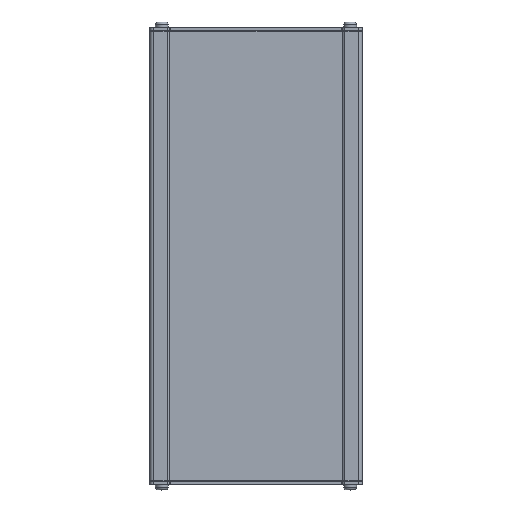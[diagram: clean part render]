
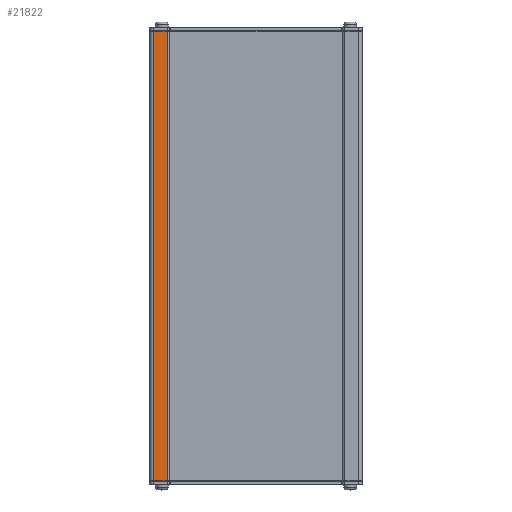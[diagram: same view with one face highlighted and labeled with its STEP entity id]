
A CAD part, top view. The second image highlights one B-rep face of the part: STEP entity #21822.
In plain terms, the highlighted planar face has unit normal (0, 0, 1).
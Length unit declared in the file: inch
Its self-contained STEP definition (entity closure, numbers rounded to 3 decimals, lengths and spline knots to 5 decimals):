
#17167 = EDGE_CURVE('',#17168,#17170,#17172,.T.);
#17168 = VERTEX_POINT('',#17169);
#17169 = CARTESIAN_POINT('',(0.07,0.,1.722));
#17170 = VERTEX_POINT('',#17171);
#17171 = CARTESIAN_POINT('',(0.326,0.,1.722));
#17172 = SURFACE_CURVE('',#17173,(#17177,#17189),.PCURVE_S1.);
#17173 = LINE('',#17174,#17175);
#17174 = CARTESIAN_POINT('',(0.07,0.,1.722));
#17175 = VECTOR('',#17176,1.);
#17176 = DIRECTION('',(1.,0.,0.));
#17177 = PCURVE('',#17178,#17183);
#17178 = PLANE('',#17179);
#17179 = AXIS2_PLACEMENT_3D('',#17180,#17181,#17182);
#17180 = CARTESIAN_POINT('',(0.23529,0.,
    0.86221));
#17181 = DIRECTION('',(0.,-1.,0.));
#17182 = DIRECTION('',(0.,0.,1.));
#17183 = DEFINITIONAL_REPRESENTATION('',(#17184),#17188);
#17184 = LINE('',#17185,#17186);
#17185 = CARTESIAN_POINT('',(0.86,0.165));
#17186 = VECTOR('',#17187,1.);
#17187 = DIRECTION('',(0.,-1.));
#17188 = ( GEOMETRIC_REPRESENTATION_CONTEXT(2) 
PARAMETRIC_REPRESENTATION_CONTEXT() REPRESENTATION_CONTEXT('2D SPACE',''
  ) );
#17189 = PCURVE('',#17190,#17195);
#17190 = PLANE('',#17191);
#17191 = AXIS2_PLACEMENT_3D('',#17192,#17193,#17194);
#17192 = CARTESIAN_POINT('',(0.07,0.,1.722));
#17193 = DIRECTION('',(0.,0.,-1.));
#17194 = DIRECTION('',(-1.,0.,0.));
#17195 = DEFINITIONAL_REPRESENTATION('',(#17196),#17200);
#17196 = LINE('',#17197,#17198);
#17197 = CARTESIAN_POINT('',(-0.,0.));
#17198 = VECTOR('',#17199,1.);
#17199 = DIRECTION('',(-1.,0.));
#17200 = ( GEOMETRIC_REPRESENTATION_CONTEXT(2) 
PARAMETRIC_REPRESENTATION_CONTEXT() REPRESENTATION_CONTEXT('2D SPACE',''
  ) );
#17219 = CYLINDRICAL_SURFACE('',#17220,0.044);
#17220 = AXIS2_PLACEMENT_3D('',#17221,#17222,#17223);
#17221 = CARTESIAN_POINT('',(0.326,0.,1.678));
#17222 = DIRECTION('',(0.,1.,0.));
#17223 = DIRECTION('',(1.,0.,0.));
#21734 = CYLINDRICAL_SURFACE('',#21735,0.07);
#21735 = AXIS2_PLACEMENT_3D('',#21736,#21737,#21738);
#21736 = CARTESIAN_POINT('',(0.07,0.,1.652));
#21737 = DIRECTION('',(0.,1.,0.));
#21738 = DIRECTION('',(1.,0.,0.));
#21773 = VERTEX_POINT('',#21774);
#21774 = CARTESIAN_POINT('',(0.07,8.50394,1.722));
#21789 = PLANE('',#21790);
#21790 = AXIS2_PLACEMENT_3D('',#21791,#21792,#21793);
#21791 = CARTESIAN_POINT('',(0.23529,8.50394,
    0.86221));
#21792 = DIRECTION('',(0.,-1.,0.));
#21793 = DIRECTION('',(0.,0.,1.));
#21801 = EDGE_CURVE('',#17168,#21773,#21802,.T.);
#21802 = SURFACE_CURVE('',#21803,(#21807,#21814),.PCURVE_S1.);
#21803 = LINE('',#21804,#21805);
#21804 = CARTESIAN_POINT('',(0.07,0.,1.722));
#21805 = VECTOR('',#21806,1.);
#21806 = DIRECTION('',(0.,1.,0.));
#21807 = PCURVE('',#21734,#21808);
#21808 = DEFINITIONAL_REPRESENTATION('',(#21809),#21813);
#21809 = LINE('',#21810,#21811);
#21810 = CARTESIAN_POINT('',(-1.571,0.));
#21811 = VECTOR('',#21812,1.);
#21812 = DIRECTION('',(-0.,1.));
#21813 = ( GEOMETRIC_REPRESENTATION_CONTEXT(2) 
PARAMETRIC_REPRESENTATION_CONTEXT() REPRESENTATION_CONTEXT('2D SPACE',''
  ) );
#21814 = PCURVE('',#17190,#21815);
#21815 = DEFINITIONAL_REPRESENTATION('',(#21816),#21820);
#21816 = LINE('',#21817,#21818);
#21817 = CARTESIAN_POINT('',(0.,0.));
#21818 = VECTOR('',#21819,1.);
#21819 = DIRECTION('',(0.,1.));
#21820 = ( GEOMETRIC_REPRESENTATION_CONTEXT(2) 
PARAMETRIC_REPRESENTATION_CONTEXT() REPRESENTATION_CONTEXT('2D SPACE',''
  ) );
#21822 = ADVANCED_FACE('',(#21823),#17190,.F.);
#21823 = FACE_BOUND('',#21824,.T.);
#21824 = EDGE_LOOP('',(#21825,#21826,#21827,#21850));
#21825 = ORIENTED_EDGE('',*,*,#21801,.F.);
#21826 = ORIENTED_EDGE('',*,*,#17167,.T.);
#21827 = ORIENTED_EDGE('',*,*,#21828,.T.);
#21828 = EDGE_CURVE('',#17170,#21829,#21831,.T.);
#21829 = VERTEX_POINT('',#21830);
#21830 = CARTESIAN_POINT('',(0.326,8.50394,1.722));
#21831 = SURFACE_CURVE('',#21832,(#21836,#21843),.PCURVE_S1.);
#21832 = LINE('',#21833,#21834);
#21833 = CARTESIAN_POINT('',(0.326,0.,1.722));
#21834 = VECTOR('',#21835,1.);
#21835 = DIRECTION('',(0.,1.,0.));
#21836 = PCURVE('',#17190,#21837);
#21837 = DEFINITIONAL_REPRESENTATION('',(#21838),#21842);
#21838 = LINE('',#21839,#21840);
#21839 = CARTESIAN_POINT('',(-0.256,0.));
#21840 = VECTOR('',#21841,1.);
#21841 = DIRECTION('',(0.,1.));
#21842 = ( GEOMETRIC_REPRESENTATION_CONTEXT(2) 
PARAMETRIC_REPRESENTATION_CONTEXT() REPRESENTATION_CONTEXT('2D SPACE',''
  ) );
#21843 = PCURVE('',#17219,#21844);
#21844 = DEFINITIONAL_REPRESENTATION('',(#21845),#21849);
#21845 = LINE('',#21846,#21847);
#21846 = CARTESIAN_POINT('',(-1.571,0.));
#21847 = VECTOR('',#21848,1.);
#21848 = DIRECTION('',(-0.,1.));
#21849 = ( GEOMETRIC_REPRESENTATION_CONTEXT(2) 
PARAMETRIC_REPRESENTATION_CONTEXT() REPRESENTATION_CONTEXT('2D SPACE',''
  ) );
#21850 = ORIENTED_EDGE('',*,*,#21851,.F.);
#21851 = EDGE_CURVE('',#21773,#21829,#21852,.T.);
#21852 = SURFACE_CURVE('',#21853,(#21857,#21864),.PCURVE_S1.);
#21853 = LINE('',#21854,#21855);
#21854 = CARTESIAN_POINT('',(0.07,8.50394,1.722));
#21855 = VECTOR('',#21856,1.);
#21856 = DIRECTION('',(1.,0.,0.));
#21857 = PCURVE('',#17190,#21858);
#21858 = DEFINITIONAL_REPRESENTATION('',(#21859),#21863);
#21859 = LINE('',#21860,#21861);
#21860 = CARTESIAN_POINT('',(0.,8.504));
#21861 = VECTOR('',#21862,1.);
#21862 = DIRECTION('',(-1.,0.));
#21863 = ( GEOMETRIC_REPRESENTATION_CONTEXT(2) 
PARAMETRIC_REPRESENTATION_CONTEXT() REPRESENTATION_CONTEXT('2D SPACE',''
  ) );
#21864 = PCURVE('',#21789,#21865);
#21865 = DEFINITIONAL_REPRESENTATION('',(#21866),#21870);
#21866 = LINE('',#21867,#21868);
#21867 = CARTESIAN_POINT('',(0.86,0.165));
#21868 = VECTOR('',#21869,1.);
#21869 = DIRECTION('',(0.,-1.));
#21870 = ( GEOMETRIC_REPRESENTATION_CONTEXT(2) 
PARAMETRIC_REPRESENTATION_CONTEXT() REPRESENTATION_CONTEXT('2D SPACE',''
  ) );
